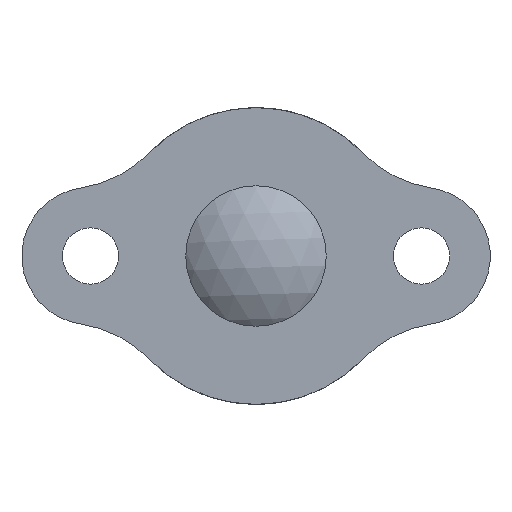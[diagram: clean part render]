
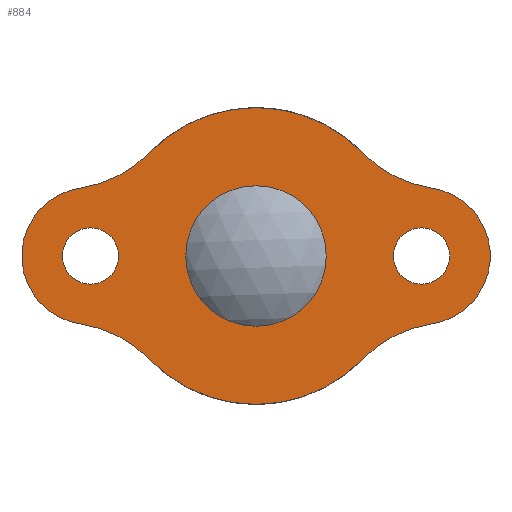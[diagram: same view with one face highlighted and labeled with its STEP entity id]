
A CAD part, front view. The second image highlights one B-rep face of the part: STEP entity #884.
In plain terms, the highlighted planar face has unit normal (0, -1, 0).
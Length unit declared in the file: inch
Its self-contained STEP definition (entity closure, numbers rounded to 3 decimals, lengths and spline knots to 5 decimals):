
#79=FACE_BOUND('',#142,.T.);
#80=FACE_BOUND('',#143,.T.);
#81=FACE_BOUND('',#144,.T.);
#83=FACE_OUTER_BOUND('',#141,.T.);
#141=EDGE_LOOP('',(#619,#620,#621,#622,#623,#624,#625,#626));
#142=EDGE_LOOP('',(#627));
#143=EDGE_LOOP('',(#628));
#144=EDGE_LOOP('',(#629,#630));
#322=CIRCLE('',#1020,0.19443);
#323=CIRCLE('',#1021,0.23753);
#324=CIRCLE('',#1022,0.19443);
#325=CIRCLE('',#1023,0.11);
#326=CIRCLE('',#1024,0.19443);
#327=CIRCLE('',#1025,0.23753);
#328=CIRCLE('',#1026,0.19443);
#329=CIRCLE('',#1027,0.11);
#330=CIRCLE('',#1028,0.045);
#331=CIRCLE('',#1029,0.11244);
#332=CIRCLE('',#1030,0.045);
#333=CIRCLE('',#1031,0.045);
#388=VERTEX_POINT('',#1561);
#389=VERTEX_POINT('',#1562);
#390=VERTEX_POINT('',#1564);
#391=VERTEX_POINT('',#1566);
#392=VERTEX_POINT('',#1568);
#393=VERTEX_POINT('',#1570);
#394=VERTEX_POINT('',#1572);
#395=VERTEX_POINT('',#1574);
#396=VERTEX_POINT('',#1577);
#397=VERTEX_POINT('',#1579);
#398=VERTEX_POINT('',#1581);
#399=VERTEX_POINT('',#1582);
#478=EDGE_CURVE('',#388,#389,#322,.T.);
#479=EDGE_CURVE('',#390,#388,#323,.T.);
#480=EDGE_CURVE('',#391,#390,#324,.T.);
#481=EDGE_CURVE('',#392,#391,#325,.T.);
#482=EDGE_CURVE('',#393,#392,#326,.T.);
#483=EDGE_CURVE('',#394,#393,#327,.T.);
#484=EDGE_CURVE('',#395,#394,#328,.T.);
#485=EDGE_CURVE('',#389,#395,#329,.T.);
#486=EDGE_CURVE('',#396,#396,#330,.T.);
#487=EDGE_CURVE('',#397,#397,#331,.T.);
#488=EDGE_CURVE('',#398,#399,#332,.T.);
#489=EDGE_CURVE('',#399,#398,#333,.T.);
#619=ORIENTED_EDGE('',*,*,#478,.F.);
#620=ORIENTED_EDGE('',*,*,#479,.F.);
#621=ORIENTED_EDGE('',*,*,#480,.F.);
#622=ORIENTED_EDGE('',*,*,#481,.F.);
#623=ORIENTED_EDGE('',*,*,#482,.F.);
#624=ORIENTED_EDGE('',*,*,#483,.F.);
#625=ORIENTED_EDGE('',*,*,#484,.F.);
#626=ORIENTED_EDGE('',*,*,#485,.F.);
#627=ORIENTED_EDGE('',*,*,#486,.T.);
#628=ORIENTED_EDGE('',*,*,#487,.T.);
#629=ORIENTED_EDGE('',*,*,#488,.T.);
#630=ORIENTED_EDGE('',*,*,#489,.T.);
#878=PLANE('',#1019);
#884=ADVANCED_FACE('',(#83,#79,#80,#81),#878,.T.);
#1019=AXIS2_PLACEMENT_3D('',#1560,#1146,#1147);
#1020=AXIS2_PLACEMENT_3D('',#1563,#1148,#1149);
#1021=AXIS2_PLACEMENT_3D('',#1565,#1150,#1151);
#1022=AXIS2_PLACEMENT_3D('',#1567,#1152,#1153);
#1023=AXIS2_PLACEMENT_3D('',#1569,#1154,#1155);
#1024=AXIS2_PLACEMENT_3D('',#1571,#1156,#1157);
#1025=AXIS2_PLACEMENT_3D('',#1573,#1158,#1159);
#1026=AXIS2_PLACEMENT_3D('',#1575,#1160,#1161);
#1027=AXIS2_PLACEMENT_3D('',#1576,#1162,#1163);
#1028=AXIS2_PLACEMENT_3D('',#1578,#1164,#1165);
#1029=AXIS2_PLACEMENT_3D('',#1580,#1166,#1167);
#1030=AXIS2_PLACEMENT_3D('',#1583,#1168,#1169);
#1031=AXIS2_PLACEMENT_3D('',#1584,#1170,#1171);
#1146=DIRECTION('center_axis',(0.,-1.,0.));
#1147=DIRECTION('ref_axis',(0.,0.,-1.));
#1148=DIRECTION('center_axis',(0.,-1.,0.));
#1149=DIRECTION('ref_axis',(0.,0.,-1.));
#1150=DIRECTION('center_axis',(0.,1.,0.));
#1151=DIRECTION('ref_axis',(0.,0.,1.));
#1152=DIRECTION('center_axis',(0.,-1.,0.));
#1153=DIRECTION('ref_axis',(0.,0.,1.));
#1154=DIRECTION('center_axis',(0.,1.,0.));
#1155=DIRECTION('ref_axis',(0.,0.,1.));
#1156=DIRECTION('center_axis',(0.,-1.,0.));
#1157=DIRECTION('ref_axis',(0.,0.,-1.));
#1158=DIRECTION('center_axis',(0.,1.,0.));
#1159=DIRECTION('ref_axis',(0.,0.,1.));
#1160=DIRECTION('center_axis',(0.,-1.,0.));
#1161=DIRECTION('ref_axis',(0.,0.,1.));
#1162=DIRECTION('center_axis',(0.,1.,0.));
#1163=DIRECTION('ref_axis',(0.,0.,1.));
#1164=DIRECTION('center_axis',(0.,1.,0.));
#1165=DIRECTION('ref_axis',(0.,0.,1.));
#1166=DIRECTION('center_axis',(0.,1.,0.));
#1167=DIRECTION('ref_axis',(0.,0.,1.));
#1168=DIRECTION('center_axis',(0.,1.,0.));
#1169=DIRECTION('ref_axis',(0.,0.,-1.));
#1170=DIRECTION('center_axis',(0.,1.,0.));
#1171=DIRECTION('ref_axis',(0.,0.,-1.));
#1560=CARTESIAN_POINT('Origin',(-0.28735,-0.02734,-0.15057));
#1561=CARTESIAN_POINT('',(-0.1703,-0.02734,-0.16559));
#1562=CARTESIAN_POINT('',(-0.28115,-0.02734,-0.10881));
#1563=CARTESIAN_POINT('Origin',(-0.3097,-0.02734,-0.30113));
#1564=CARTESIAN_POINT('',(0.1703,-0.02734,-0.16559));
#1565=CARTESIAN_POINT('Origin',(0.,-0.02734,0.));
#1566=CARTESIAN_POINT('',(0.28115,-0.02734,-0.10881));
#1567=CARTESIAN_POINT('Origin',(0.3097,-0.02734,-0.30113));
#1568=CARTESIAN_POINT('',(0.28115,-0.02734,0.10881));
#1569=CARTESIAN_POINT('Origin',(0.265,-0.02734,0.));
#1570=CARTESIAN_POINT('',(0.1703,-0.02734,0.16559));
#1571=CARTESIAN_POINT('Origin',(0.3097,-0.02734,0.30113));
#1572=CARTESIAN_POINT('',(-0.1703,-0.02734,0.16559));
#1573=CARTESIAN_POINT('Origin',(0.,-0.02734,0.));
#1574=CARTESIAN_POINT('',(-0.28115,-0.02734,0.10881));
#1575=CARTESIAN_POINT('Origin',(-0.3097,-0.02734,0.30113));
#1576=CARTESIAN_POINT('Origin',(-0.265,-0.02734,0.));
#1577=CARTESIAN_POINT('',(0.265,-0.02734,0.045));
#1578=CARTESIAN_POINT('Origin',(0.265,-0.02734,0.));
#1579=CARTESIAN_POINT('',(0.,-0.02734,0.11244));
#1580=CARTESIAN_POINT('Origin',(0.,-0.02734,0.));
#1581=CARTESIAN_POINT('',(-0.265,-0.02734,-0.045));
#1582=CARTESIAN_POINT('',(-0.265,-0.02734,0.045));
#1583=CARTESIAN_POINT('Origin',(-0.265,-0.02734,0.));
#1584=CARTESIAN_POINT('Origin',(-0.265,-0.02734,0.));
